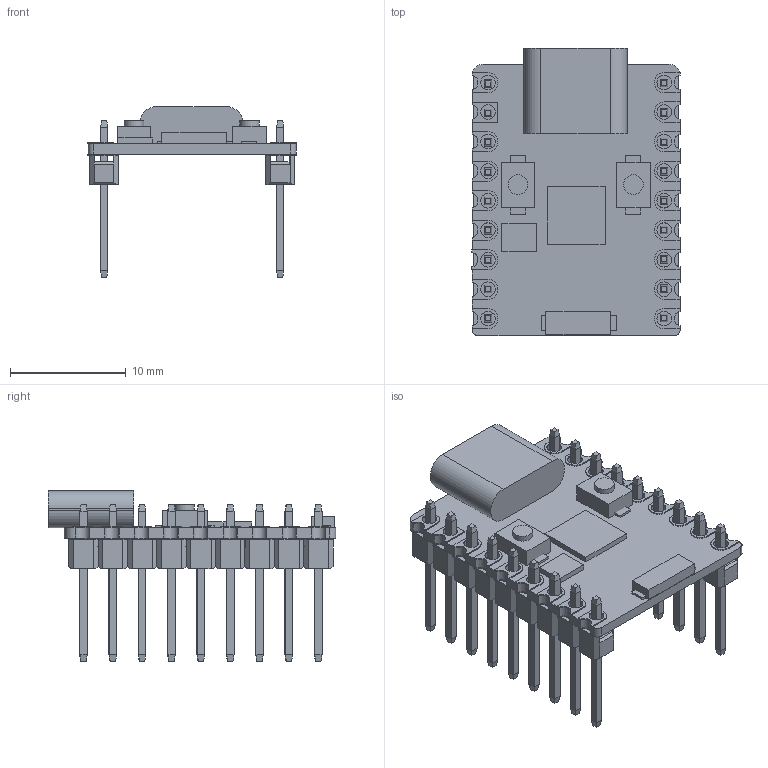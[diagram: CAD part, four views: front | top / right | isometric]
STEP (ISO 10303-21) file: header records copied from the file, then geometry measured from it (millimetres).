
FILE_DESCRIPTION(/* description */ ('','CAx-IF Rec.Pracs.---Representation and Presentation of Product Manufacturing Information (PMI)---4.0---2014-10-13'),/* implementation_level */ '2;1');
FILE_NAME(/* name */ 'Waveshare ESP32-C3 Zero_header v1.step',/* time_stamp */ '2025-03-03T19:52:32+01:00',/* author */ (''),/* organization */ (''),/* preprocessor_version */ 'ST-DEVELOPER v20',/* originating_system */ 'Autodesk Translation Framework v13.20.0.188',/* authorisation */ '');
FILE_SCHEMA (('AP242_MANAGED_MODEL_BASED_3D_ENGINEERING_MIM_LF { 1 0 10303 442 1 1 4 }'));
Length unit declared in the file: millimetre
Products named in the file (26): Waveshare ESP32-C3 Zero_header; PCB; USB Type-C; SoC; BOOT; RESET; Crystal; Antenna; Pad 1; Pad 2; Pad 3; Pad 4; Pad 5; Pad 6; Pad 7; Pad 8; Pad 9; Pad 10; Pad 11; Pad 12; Pad 13; Pad 14; Pad 15; Pad 16; Pad 17; Pad 18
Assembly tree (25 placements, depth 2):
  Waveshare ESP32-C3 Zero_header
    PCB
    USB Type-C
    SoC
    BOOT
    RESET
    Crystal
    Antenna
    Pad 1
    Pad 2
    Pad 3
    Pad 4
    Pad 5
    Pad 6
    Pad 7
    Pad 8
    Pad 9
    Pad 10
    Pad 11
    Pad 12
    Pad 13
    Pad 14
    Pad 15
    Pad 16
    Pad 17
    Pad 18
Bounding box: 18.03 x 24.87 x 14.76 mm (x, y, z)
Volume: 939.4 mm3; surface area: 2841.7 mm2
Topology: 68 solids, 68 shells, 1218 faces, 3058 edges, 1976 vertices
Faces by surface type: plane 1032, cylinder 186
Full cylindrical faces by diameter (mm): 1.27 x54, 1.7 x2
Entity records: 36881 total; most frequent: CARTESIAN_POINT 6303, ORIENTED_EDGE 6116, DIRECTION 5968, EDGE_CURVE 3058, LINE 2686, VECTOR 2686, VERTEX_POINT 1976, AXIS2_PLACEMENT_3D 1641
